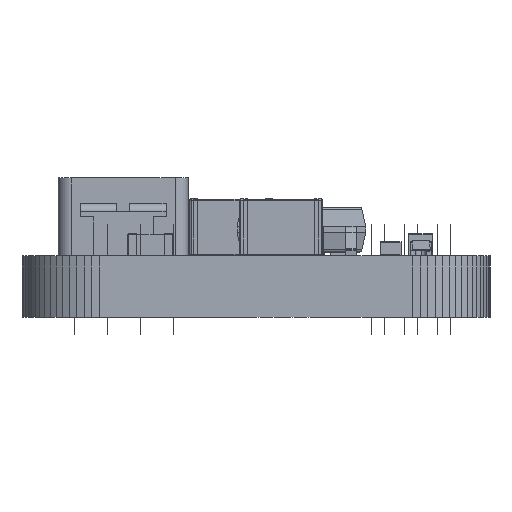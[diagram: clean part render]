
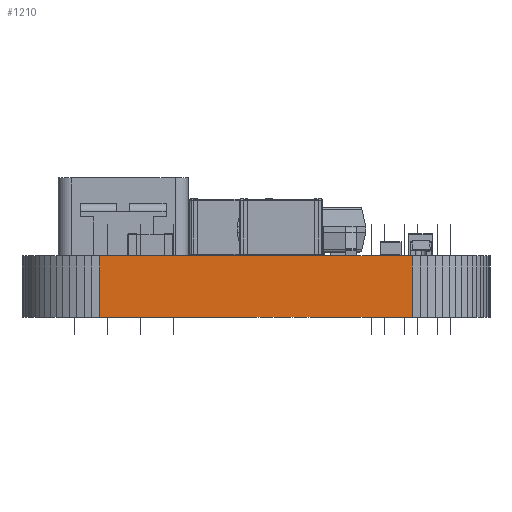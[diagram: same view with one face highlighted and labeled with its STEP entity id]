
A CAD part, left-side view. The second image highlights one B-rep face of the part: STEP entity #1210.
In plain terms, the highlighted planar face has unit normal (-1, 0, 0).
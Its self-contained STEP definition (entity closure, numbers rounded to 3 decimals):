
#1154 = VERTEX_POINT('',#1155);
#1155 = CARTESIAN_POINT('',(0.,-8.,1.18));
#1161 = EDGE_CURVE('',#1162,#1154,#1164,.T.);
#1162 = VERTEX_POINT('',#1163);
#1163 = CARTESIAN_POINT('',(0.,-8.,-1.18));
#1164 = LINE('',#1165,#1166);
#1165 = CARTESIAN_POINT('',(0.,-8.,-1.18));
#1166 = VECTOR('',#1167,1.);
#1167 = DIRECTION('',(0.,0.,1.));
#1210 = ADVANCED_FACE('',(#1211),#1236,.F.);
#1211 = FACE_BOUND('',#1212,.F.);
#1212 = EDGE_LOOP('',(#1213,#1214,#1222,#1230));
#1213 = ORIENTED_EDGE('',*,*,#1161,.T.);
#1214 = ORIENTED_EDGE('',*,*,#1215,.T.);
#1215 = EDGE_CURVE('',#1154,#1216,#1218,.T.);
#1216 = VERTEX_POINT('',#1217);
#1217 = CARTESIAN_POINT('',(0.,-20.,1.18));
#1218 = LINE('',#1219,#1220);
#1219 = CARTESIAN_POINT('',(0.,-8.,1.18));
#1220 = VECTOR('',#1221,1.);
#1221 = DIRECTION('',(0.,-1.,0.));
#1222 = ORIENTED_EDGE('',*,*,#1223,.F.);
#1223 = EDGE_CURVE('',#1224,#1216,#1226,.T.);
#1224 = VERTEX_POINT('',#1225);
#1225 = CARTESIAN_POINT('',(0.,-20.,-1.18));
#1226 = LINE('',#1227,#1228);
#1227 = CARTESIAN_POINT('',(0.,-20.,-1.18));
#1228 = VECTOR('',#1229,1.);
#1229 = DIRECTION('',(0.,0.,1.));
#1230 = ORIENTED_EDGE('',*,*,#1231,.F.);
#1231 = EDGE_CURVE('',#1162,#1224,#1232,.T.);
#1232 = LINE('',#1233,#1234);
#1233 = CARTESIAN_POINT('',(0.,-8.,-1.18));
#1234 = VECTOR('',#1235,1.);
#1235 = DIRECTION('',(0.,-1.,0.));
#1236 = PLANE('',#1237);
#1237 = AXIS2_PLACEMENT_3D('',#1238,#1239,#1240);
#1238 = CARTESIAN_POINT('',(0.,-8.,-1.18));
#1239 = DIRECTION('',(1.,0.,-0.));
#1240 = DIRECTION('',(0.,-1.,0.));
